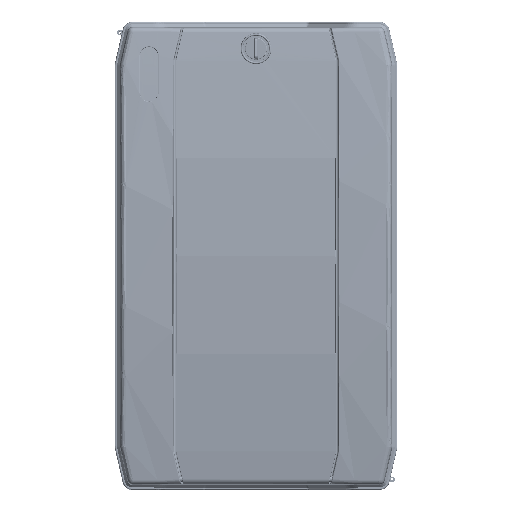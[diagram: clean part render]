
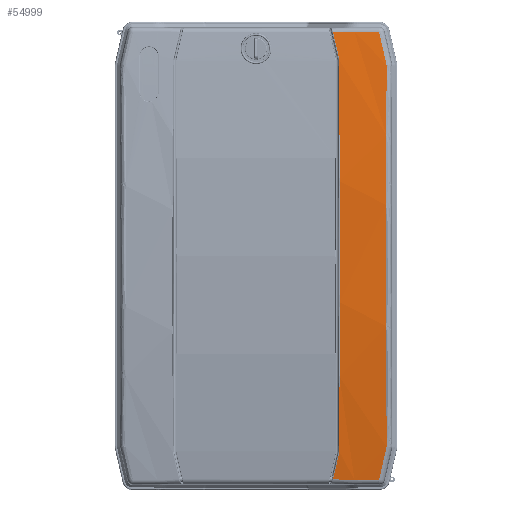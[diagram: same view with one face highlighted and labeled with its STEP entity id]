
A CAD part, top view. The second image highlights one B-rep face of the part: STEP entity #54999.
In plain terms, the highlighted cylindrical face has radius 1466.77 mm (diameter 2933.54 mm), a partial arc.
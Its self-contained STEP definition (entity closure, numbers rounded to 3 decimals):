
#28200=CARTESIAN_POINT('',(204.237,125.711,
-70.453));
#28218=CARTESIAN_POINT('',(178.779,129.064,
-76.228));
#28219=CARTESIAN_POINT('',(179.235,129.008,
-76.227));
#28220=CARTESIAN_POINT('',(179.685,128.953,
-76.175));
#28221=CARTESIAN_POINT('',(180.129,128.898,
-76.072));
#28226=CARTESIAN_POINT('',(-178.778,129.064,
-76.228));
#28227=CARTESIAN_POINT('',(-155.06,131.976,
-76.275));
#28228=CARTESIAN_POINT('',(-107.48,136.642,
-76.362));
#28229=CARTESIAN_POINT('',(-35.855,140.146,
-76.421));
#28230=CARTESIAN_POINT('',(35.856,140.146,
-76.421));
#28231=CARTESIAN_POINT('',(107.481,136.642,
-76.362));
#28232=CARTESIAN_POINT('',(155.06,131.976,
-76.275));
#28233=CARTESIAN_POINT('',(178.779,129.064,
-76.228));
#28238=CARTESIAN_POINT('',(-180.128,128.898,
-76.072));
#28239=CARTESIAN_POINT('',(-179.684,128.953,
-76.175));
#28240=CARTESIAN_POINT('',(-179.234,129.008,
-76.227));
#28241=CARTESIAN_POINT('',(-178.778,129.064,
-76.228));
#28246=CARTESIAN_POINT('',(-204.236,125.711,
-70.453));
#28247=CARTESIAN_POINT('',(-196.209,126.84,
-72.325));
#28248=CARTESIAN_POINT('',(-188.173,127.902,
-74.198));
#28249=CARTESIAN_POINT('',(-180.128,128.898,
-76.072));
#28254=CARTESIAN_POINT('',(-204.754,125.638,
-90.073));
#28255=CARTESIAN_POINT('',(-204.582,125.663,
-83.533));
#28256=CARTESIAN_POINT('',(-204.409,125.687,
-76.993));
#28257=CARTESIAN_POINT('',(-204.236,125.711,
-70.453));
#28262=CARTESIAN_POINT('',(-174.551,129.577,
-119.354));
#28263=CARTESIAN_POINT('',(-184.632,128.369,
-117.067));
#28264=CARTESIAN_POINT('',(-194.7,127.056,
-114.785));
#28265=CARTESIAN_POINT('',(-204.754,125.638,
-112.51));
#28270=CARTESIAN_POINT('',(174.552,129.577,
-119.354));
#28271=CARTESIAN_POINT('',(116.644,136.517,
-119.173));
#28272=CARTESIAN_POINT('',(0.,143.483,
-118.991));
#28273=CARTESIAN_POINT('',(-116.644,136.517,
-119.173));
#28274=CARTESIAN_POINT('',(-174.551,129.577,
-119.354));
#28279=CARTESIAN_POINT('',(204.755,125.638,
-112.51));
#28280=CARTESIAN_POINT('',(194.701,127.056,
-114.785));
#28281=CARTESIAN_POINT('',(184.633,128.369,
-117.067));
#28282=CARTESIAN_POINT('',(174.552,129.577,
-119.354));
#28287=CARTESIAN_POINT('',(204.237,125.711,
-70.453));
#28288=CARTESIAN_POINT('',(204.41,125.687,
-76.993));
#28289=CARTESIAN_POINT('',(204.582,125.663,
-83.533));
#28290=CARTESIAN_POINT('',(204.755,125.638,
-90.073));
#28295=CARTESIAN_POINT('',(180.129,128.898,
-76.072));
#28296=CARTESIAN_POINT('',(188.174,127.902,
-74.198));
#28297=CARTESIAN_POINT('',(196.21,126.84,
-72.325));
#28298=CARTESIAN_POINT('',(204.237,125.711,
-70.453));
#28325=CARTESIAN_POINT('',(-180.128,128.898,
-76.072));
#28596=DIRECTION('',(0.,0.,-1.));
#28597=VECTOR('',#28596,22.438);
#28598=CARTESIAN_POINT('',(-204.754,125.638,
-90.073));
#28599=LINE('',#28598,#28597);
#28610=CARTESIAN_POINT('',(-204.754,125.638,
-90.073));
#28637=CARTESIAN_POINT('',(-204.236,125.711,
-70.453));
#28776=DIRECTION('',(0.,0.,1.));
#28777=VECTOR('',#28776,22.438);
#28778=CARTESIAN_POINT('',(204.755,125.638,
-112.51));
#28779=LINE('',#28778,#28777);
#40482=CARTESIAN_POINT('',(204.755,125.638,
-112.51));
#40483=CARTESIAN_POINT('',(204.755,125.638,
-90.073));
#40484=VERTEX_POINT('',#40482);
#40485=VERTEX_POINT('',#40483);
#40834=VERTEX_POINT('',#28270);
#40835=VERTEX_POINT('',#28274);
#41370=VERTEX_POINT('',#28200);
#42090=VERTEX_POINT('',#28226);
#42091=VERTEX_POINT('',#28233);
#42213=VERTEX_POINT('',#28295);
#42350=VERTEX_POINT('',#28637);
#42561=CARTESIAN_POINT('',(-204.754,125.638,
-112.51));
#42562=VERTEX_POINT('',#42561);
#42832=VERTEX_POINT('',#28610);
#42903=VERTEX_POINT('',#28325);
#54969=CARTESIAN_POINT('',(0.,-1326.772,-129.25));
#54970=DIRECTION('',(0.,0.,1.));
#54971=DIRECTION('',(1.,0.,0.));
#54972=AXIS2_PLACEMENT_3D('',#54969,#54970,#54971);
#54973=CYLINDRICAL_SURFACE('',#54972,1466.772);
#54975=ORIENTED_EDGE('',*,*,#54974,.F.);
#54977=ORIENTED_EDGE('',*,*,#54976,.F.);
#54979=ORIENTED_EDGE('',*,*,#54978,.F.);
#54981=ORIENTED_EDGE('',*,*,#54980,.F.);
#54983=ORIENTED_EDGE('',*,*,#54982,.F.);
#54985=ORIENTED_EDGE('',*,*,#54984,.T.);
#54987=ORIENTED_EDGE('',*,*,#54986,.F.);
#54989=ORIENTED_EDGE('',*,*,#54988,.F.);
#54991=ORIENTED_EDGE('',*,*,#54990,.F.);
#54993=ORIENTED_EDGE('',*,*,#54992,.T.);
#54994=ORIENTED_EDGE('',*,*,#54952,.F.);
#54996=ORIENTED_EDGE('',*,*,#54995,.F.);
#54997=EDGE_LOOP('',(#54975,#54977,#54979,#54981,#54983,#54985,#54987,#54989,
#54991,#54993,#54994,#54996));
#54998=FACE_OUTER_BOUND('',#54997,.F.);
#28222=B_SPLINE_CURVE_WITH_KNOTS('',3,(#28218,#28219,#28220,#28221),
.UNSPECIFIED.,.F.,.F.,(4,4),(0.,1.),.UNSPECIFIED.);
#28234=B_SPLINE_CURVE_WITH_KNOTS('',3,(#28226,#28227,#28228,#28229,#28230,
#28231,#28232,#28233),.UNSPECIFIED.,.F.,.F.,(4,1,1,1,1,4),(0.,0.2,0.4,
0.6,0.8,1.),.UNSPECIFIED.);
#28242=B_SPLINE_CURVE_WITH_KNOTS('',3,(#28238,#28239,#28240,#28241),
.UNSPECIFIED.,.F.,.F.,(4,4),(0.,1.),.UNSPECIFIED.);
#28250=B_SPLINE_CURVE_WITH_KNOTS('',3,(#28246,#28247,#28248,#28249),
.UNSPECIFIED.,.F.,.F.,(4,4),(0.,1.),.UNSPECIFIED.);
#28258=B_SPLINE_CURVE_WITH_KNOTS('',3,(#28254,#28255,#28256,#28257),
.UNSPECIFIED.,.F.,.F.,(4,4),(0.,1.),.UNSPECIFIED.);
#28266=B_SPLINE_CURVE_WITH_KNOTS('',3,(#28262,#28263,#28264,#28265),
.UNSPECIFIED.,.F.,.F.,(4,4),(0.,1.),.UNSPECIFIED.);
#28275=B_SPLINE_CURVE_WITH_KNOTS('',3,(#28270,#28271,#28272,#28273,#28274),
.UNSPECIFIED.,.F.,.F.,(4,1,4),(0.,0.5,1.),.UNSPECIFIED.);
#28283=B_SPLINE_CURVE_WITH_KNOTS('',3,(#28279,#28280,#28281,#28282),
.UNSPECIFIED.,.F.,.F.,(4,4),(0.,1.),.UNSPECIFIED.);
#28291=B_SPLINE_CURVE_WITH_KNOTS('',3,(#28287,#28288,#28289,#28290),
.UNSPECIFIED.,.F.,.F.,(4,4),(0.,1.),.UNSPECIFIED.);
#28299=B_SPLINE_CURVE_WITH_KNOTS('',3,(#28295,#28296,#28297,#28298),
.UNSPECIFIED.,.F.,.F.,(4,4),(0.,1.),.UNSPECIFIED.);
#54952=EDGE_CURVE('',#41370,#40485,#28291,.T.);
#54974=EDGE_CURVE('',#42091,#42213,#28222,.T.);
#54976=EDGE_CURVE('',#42090,#42091,#28234,.T.);
#54978=EDGE_CURVE('',#42903,#42090,#28242,.T.);
#54980=EDGE_CURVE('',#42350,#42903,#28250,.T.);
#54982=EDGE_CURVE('',#42832,#42350,#28258,.T.);
#54984=EDGE_CURVE('',#42832,#42562,#28599,.T.);
#54986=EDGE_CURVE('',#40835,#42562,#28266,.T.);
#54988=EDGE_CURVE('',#40834,#40835,#28275,.T.);
#54990=EDGE_CURVE('',#40484,#40834,#28283,.T.);
#54992=EDGE_CURVE('',#40484,#40485,#28779,.T.);
#54995=EDGE_CURVE('',#42213,#41370,#28299,.T.);
#54999=ADVANCED_FACE('',(#54998),#54973,.T.);
